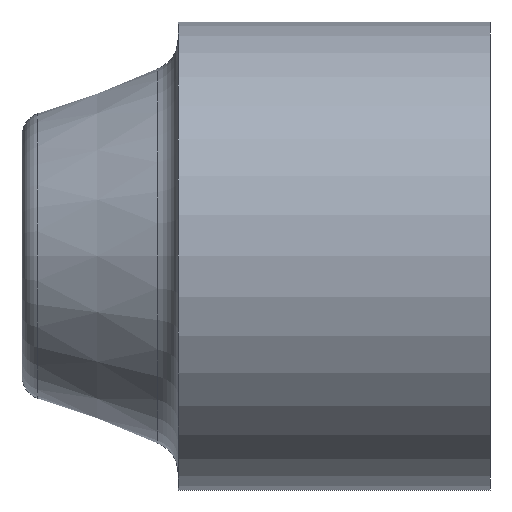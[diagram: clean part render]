
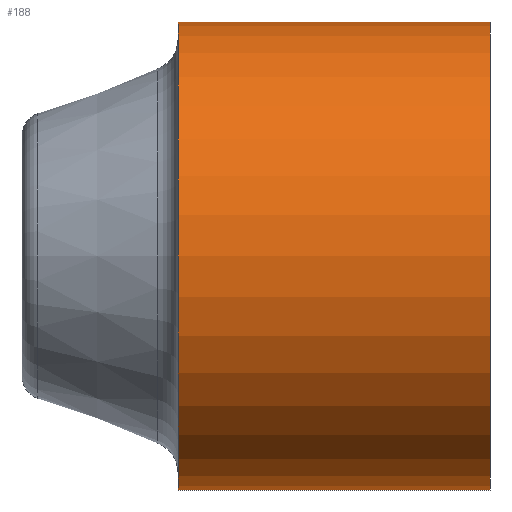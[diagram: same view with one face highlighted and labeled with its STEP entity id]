
A CAD part, front view. The second image highlights one B-rep face of the part: STEP entity #188.
In plain terms, the highlighted cylindrical face has radius 3 mm (diameter 6 mm), a full revolution.
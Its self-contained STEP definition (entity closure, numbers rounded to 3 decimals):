
#15=CYLINDRICAL_SURFACE('',#240,3.);
#25=LINE('',#393,#28);
#28=VECTOR('',#309,3.);
#39=FACE_OUTER_BOUND('',#51,.T.);
#51=EDGE_LOOP('',(#172,#173,#174,#175,#176,#177));
#61=CIRCLE('',#221,3.);
#62=CIRCLE('',#222,3.);
#68=CIRCLE('',#231,3.);
#69=CIRCLE('',#232,3.);
#84=VERTEX_POINT('',#332);
#85=VERTEX_POINT('',#333);
#90=VERTEX_POINT('',#348);
#91=VERTEX_POINT('',#349);
#107=EDGE_CURVE('',#84,#85,#61,.T.);
#108=EDGE_CURVE('',#85,#84,#62,.T.);
#114=EDGE_CURVE('',#90,#91,#68,.T.);
#115=EDGE_CURVE('',#91,#90,#69,.T.);
#123=EDGE_CURVE('',#91,#85,#25,.T.);
#172=ORIENTED_EDGE('',*,*,#114,.F.);
#173=ORIENTED_EDGE('',*,*,#115,.F.);
#174=ORIENTED_EDGE('',*,*,#123,.T.);
#175=ORIENTED_EDGE('',*,*,#108,.T.);
#176=ORIENTED_EDGE('',*,*,#107,.T.);
#177=ORIENTED_EDGE('',*,*,#123,.F.);
#188=ADVANCED_FACE('',(#39),#15,.T.);
#221=AXIS2_PLACEMENT_3D('',#334,#268,#269);
#222=AXIS2_PLACEMENT_3D('',#335,#270,#271);
#231=AXIS2_PLACEMENT_3D('',#350,#288,#289);
#232=AXIS2_PLACEMENT_3D('',#351,#290,#291);
#240=AXIS2_PLACEMENT_3D('',#392,#307,#308);
#268=DIRECTION('center_axis',(1.,0.,0.));
#269=DIRECTION('ref_axis',(0.,0.,-1.));
#270=DIRECTION('center_axis',(1.,0.,0.));
#271=DIRECTION('ref_axis',(0.,0.,-1.));
#288=DIRECTION('center_axis',(1.,0.,0.));
#289=DIRECTION('ref_axis',(0.,0.,-1.));
#290=DIRECTION('center_axis',(1.,0.,0.));
#291=DIRECTION('ref_axis',(0.,0.,-1.));
#307=DIRECTION('center_axis',(1.,0.,0.));
#308=DIRECTION('ref_axis',(0.,1.,0.));
#309=DIRECTION('',(-1.,0.,0.));
#332=CARTESIAN_POINT('',(-4.,3.,0.));
#333=CARTESIAN_POINT('',(-4.,-3.,0.));
#334=CARTESIAN_POINT('Origin',(-4.,0.,0.));
#335=CARTESIAN_POINT('Origin',(-4.,0.,0.));
#348=CARTESIAN_POINT('',(0.,3.,0.));
#349=CARTESIAN_POINT('',(0.,-3.,0.));
#350=CARTESIAN_POINT('Origin',(0.,0.,0.));
#351=CARTESIAN_POINT('Origin',(0.,0.,0.));
#392=CARTESIAN_POINT('Origin',(-2.,0.,0.));
#393=CARTESIAN_POINT('',(-2.,-3.,0.));
